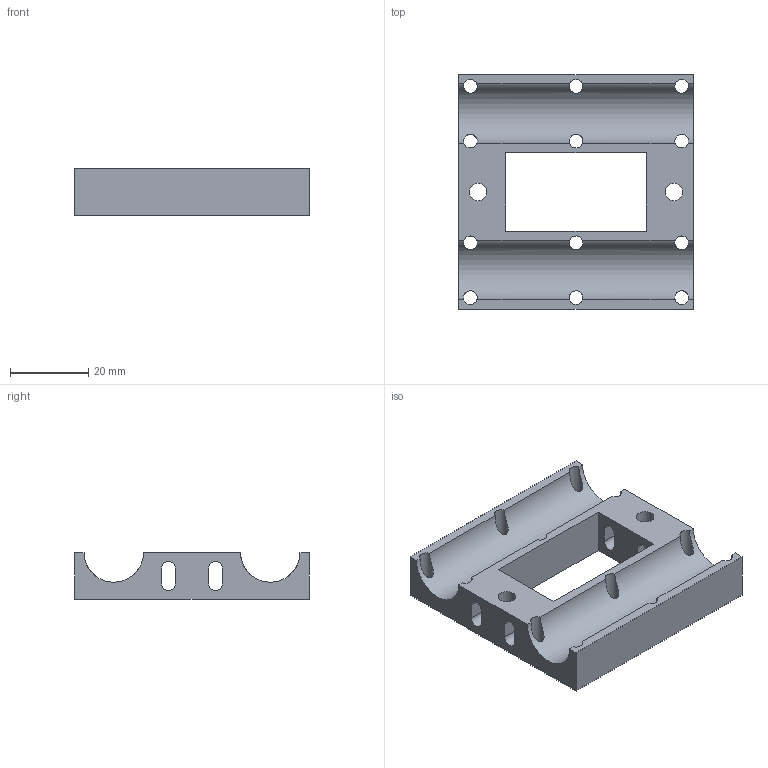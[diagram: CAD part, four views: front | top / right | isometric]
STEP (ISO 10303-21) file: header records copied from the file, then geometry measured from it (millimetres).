
FILE_DESCRIPTION(('FreeCAD Model'),'2;1');
FILE_NAME('carriage.step', '2014-04-16T22:33:50',('FreeCAD'),('FreeCAD'), 'Open CASCADE STEP processor 6.3','FreeCAD','Unknown');
FILE_SCHEMA(('AUTOMOTIVE_DESIGN_CC2 { 1 2 10303 214 -1 1 5 4 }'));
Length unit declared in the file: millimetre
Products named in the file (1): Open CASCADE STEP translator 6.3 62
Bounding box: 60 x 60 x 12 mm (x, y, z)
Volume: 21066.4 mm3; surface area: 12524.8 mm2
Topology: 1 solids, 1 shells, 44 faces, 170 edges, 116 vertices
Faces by surface type: cylinder 24, plane 20
Full cylindrical faces by diameter (mm): 3.5 x12, 4.5 x2
Entity records: 6840 total; most frequent: CARTESIAN_POINT 3575, DIRECTION 574, ORIENTED_EDGE 340, PCURVE 340, DEFINITIONAL_REPRESENTATION 340, LINE 326, VECTOR 326, EDGE_CURVE 170
